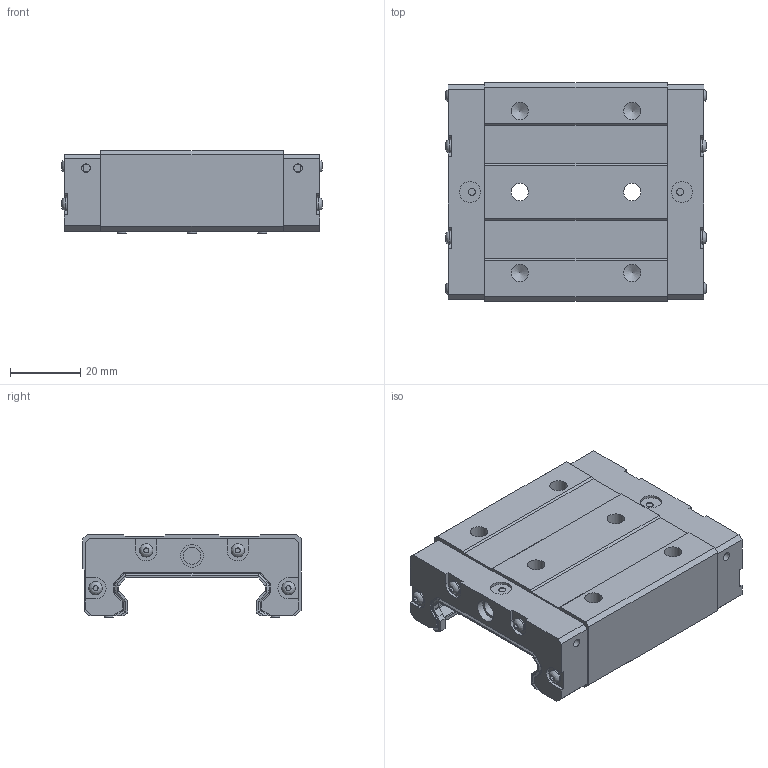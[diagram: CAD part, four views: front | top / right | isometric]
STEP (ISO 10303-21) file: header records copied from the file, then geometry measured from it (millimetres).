
FILE_DESCRIPTION(/* description */ ('-- NÁZEV DÍLCE --'),/* implementation_level */ '2;1');
FILE_NAME(/* name */ 'LGB X H 27 W N SS.stp',/* time_stamp */ '2024-07-25T11:16:38+02:00',/* author */ ('konstrukce'),/* organization */ (''),/* preprocessor_version */ 'ST-DEVELOPER v18.1',/* originating_system */ 'Autodesk Inventor 2022',/* authorisation */ '-- MAT.VÝCHOZÍ --');
FILE_SCHEMA (('AUTOMOTIVE_DESIGN { 1 0 10303 214 3 1 1 }'));
Length unit declared in the file: millimetre
Products named in the file (1): LGB X H 27 W N SS
Bounding box: 74.1 x 62 x 23.45 mm (x, y, z)
Volume: 62085.5 mm3; surface area: 19749.2 mm2
Topology: 1 solids, 29 shells, 696 faces, 1806 edges, 1180 vertices
Faces by surface type: plane 506, cylinder 126, cone 32, bspline 32
Full cylindrical faces by diameter (mm): 1.24 x6, 1.25 x6, 2 x8, 2.05 x8, 2.1 x8, 2.459 x4, 2.6 x6, 2.9 x8, 3.8 x8, 4.917 x8, 6 x2, 6.5 x2
Entity records: 22304 total; most frequent: CARTESIAN_POINT 4603, ORIENTED_EDGE 3564, DIRECTION 3344, EDGE_CURVE 1782, LINE 1294, VECTOR 1294, VERTEX_POINT 1180, AXIS2_PLACEMENT_3D 1025
